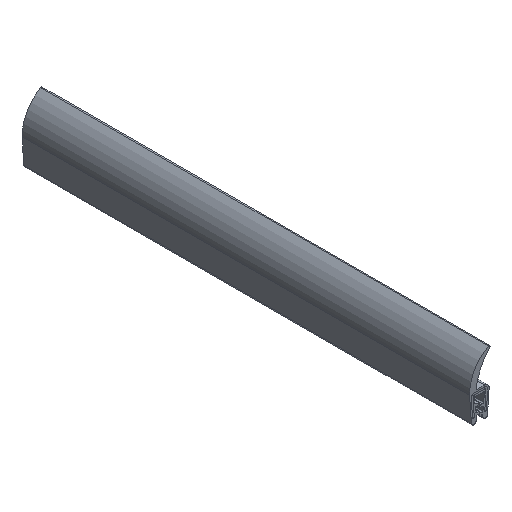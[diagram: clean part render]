
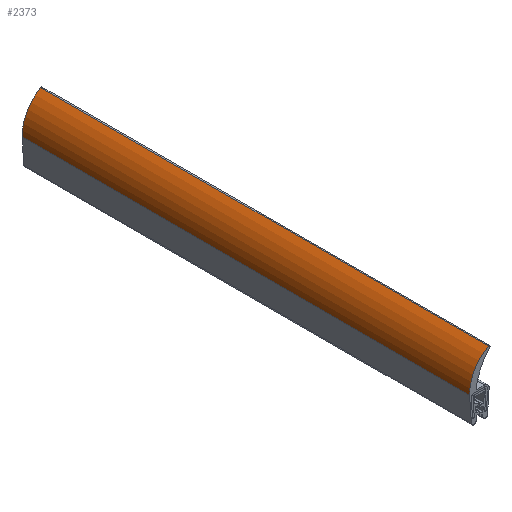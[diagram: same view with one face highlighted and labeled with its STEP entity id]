
A CAD part, isometric view. The second image highlights one B-rep face of the part: STEP entity #2373.
In plain terms, the highlighted free-form (B-spline) face has degree [1, 2] with [2, 3] control points.
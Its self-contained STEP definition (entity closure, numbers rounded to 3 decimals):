
#480=CARTESIAN_POINT('',(3.947,0.0,14.231));
#481=VERTEX_POINT('',#480);
#494=CARTESIAN_POINT('',(-4.413,0.0,-0.657));
#495=VERTEX_POINT('',#494);
#496=CARTESIAN_POINT('',(3.947,0.0,14.231));
#497=CARTESIAN_POINT('',(-4.555,0.0,9.215));
#498=CARTESIAN_POINT('',(-4.413,0.0,-0.657));
#506=(BOUNDED_CURVE()B_SPLINE_CURVE(2,(#496,#497,#498),.UNSPECIFIED.,.F.,.U.)CURVE()GEOMETRIC_REPRESENTATION_ITEM()QUASI_UNIFORM_CURVE()RATIONAL_B_SPLINE_CURVE((1.0,0.865,1.0))REPRESENTATION_ITEM(''));
#507=EDGE_CURVE('',#481,#495,#506,.T.);
#1018=CARTESIAN_POINT('',(3.947,200.0,14.231));
#1019=VERTEX_POINT('',#1018);
#1504=CARTESIAN_POINT('',(-4.413,200.0,-0.657));
#1505=VERTEX_POINT('',#1504);
#1519=CARTESIAN_POINT('',(3.947,200.0,14.231));
#1520=CARTESIAN_POINT('',(-4.555,200.,9.215));
#1521=CARTESIAN_POINT('',(-4.413,200.0,-0.657));
#1529=(BOUNDED_CURVE()B_SPLINE_CURVE(2,(#1519,#1520,#1521),.UNSPECIFIED.,.F.,.U.)CURVE()GEOMETRIC_REPRESENTATION_ITEM()QUASI_UNIFORM_CURVE()RATIONAL_B_SPLINE_CURVE((1.0,0.865,1.0))REPRESENTATION_ITEM(''));
#1530=EDGE_CURVE('',#1019,#1505,#1529,.T.);
#2339=CARTESIAN_POINT('',(-4.413,200.0,-0.657));
#2340=CARTESIAN_POINT('',(-4.413,0.0,-0.657));
#2341=QUASI_UNIFORM_CURVE('',1,(#2339,#2340),.UNSPECIFIED.,.F.,.U.);
#2342=EDGE_CURVE('',#1505,#495,#2341,.T.);
#2349=CARTESIAN_POINT('',(-4.39,205.0,-1.312));
#2350=CARTESIAN_POINT('',(-4.39,-5.125,-1.312));
#2351=CARTESIAN_POINT('',(-4.969,205.,9.58));
#2352=CARTESIAN_POINT('',(-4.969,-5.125,9.58));
#2353=CARTESIAN_POINT('',(4.692,205.,14.645));
#2354=CARTESIAN_POINT('',(4.692,-5.125,14.645));
#2362=(BOUNDED_SURFACE()B_SPLINE_SURFACE(1,2,((#2349,#2351,#2353),(#2350,#2352,#2354)),.UNSPECIFIED.,.F.,.F.,.U.)B_SPLINE_SURFACE_WITH_KNOTS((2,2),(3,3),(0.0,210.125),(0.0,19.939),.UNSPECIFIED.)GEOMETRIC_REPRESENTATION_ITEM()RATIONAL_B_SPLINE_SURFACE(((1.0,0.838,0.992),(1.0,0.838,0.992)))REPRESENTATION_ITEM('')SURFACE());
#2363=ORIENTED_EDGE('',*,*,#507,.F.);
#2364=CARTESIAN_POINT('',(3.947,200.0,14.231));
#2365=CARTESIAN_POINT('',(3.947,0.0,14.231));
#2366=QUASI_UNIFORM_CURVE('',1,(#2364,#2365),.UNSPECIFIED.,.F.,.U.);
#2367=EDGE_CURVE('',#1019,#481,#2366,.T.);
#2368=ORIENTED_EDGE('',*,*,#2367,.F.);
#2369=ORIENTED_EDGE('',*,*,#1530,.T.);
#2370=ORIENTED_EDGE('',*,*,#2342,.T.);
#2371=EDGE_LOOP('',(#2363,#2368,#2369,#2370));
#2372=FACE_OUTER_BOUND('',#2371,.T.);
#2373=ADVANCED_FACE('',(#2372),#2362,.T.);
